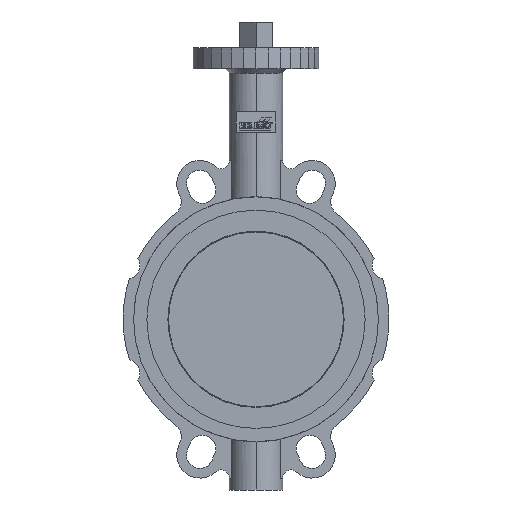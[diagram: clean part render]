
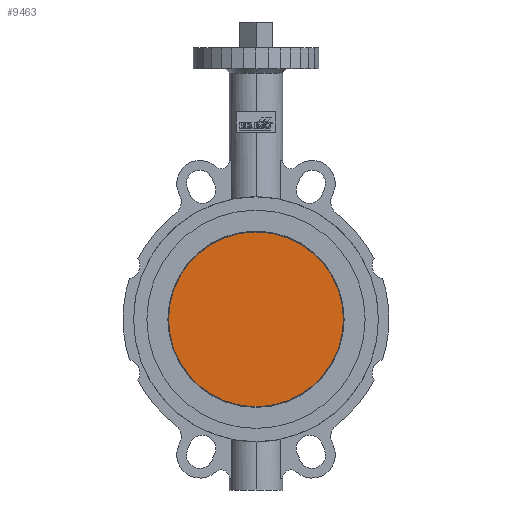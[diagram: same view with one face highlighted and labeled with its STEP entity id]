
A CAD part, left-side view. The second image highlights one B-rep face of the part: STEP entity #9463.
In plain terms, the highlighted planar face has unit normal (-1, 0, 0).
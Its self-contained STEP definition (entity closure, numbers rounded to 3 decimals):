
#4601=EDGE_CURVE('',#11691,#11621,#13212,.T.);
#4931=EDGE_CURVE('',#7217,#11691,#13562,.T.);
#5859=VERTEX_POINT('',#14572);
#6793=EDGE_CURVE('',#11621,#5859,#15585,.T.);
#7105=VERTEX_POINT('',#15926);
#7217=VERTEX_POINT('',#16047);
#8085=EDGE_CURVE('',#8799,#7217,#16996,.T.);
#8799=VERTEX_POINT('',#17782);
#9463=ADVANCED_FACE('',(#18506),#18507,.T.);
#9771=EDGE_CURVE('',#5859,#7105,#18850,.T.);
#10017=EDGE_CURVE('',#7105,#8799,#19124,.T.);
#11621=VERTEX_POINT('',#20880);
#11691=VERTEX_POINT('',#20959);
#13212=CIRCLE('',#22749,62.5);
#13562=(B_SPLINE_CURVE(2,(#23256,#23257,#23258),.UNSPECIFIED.,.F.,.F.)B_SPLINE_CURVE_WITH_KNOTS((3,3),(0.0,8.605),.UNSPECIFIED.)RATIONAL_B_SPLINE_CURVE((1.0,1.012,1.0))BOUNDED_CURVE()REPRESENTATION_ITEM('')GEOMETRIC_REPRESENTATION_ITEM()CURVE());
#14572=CARTESIAN_POINT('',(-27.3,0.,62.315));
#15585=(B_SPLINE_CURVE(2,(#26353,#26354,#26355),.UNSPECIFIED.,.F.,.F.)B_SPLINE_CURVE_WITH_KNOTS((3,3),(0.0,8.605),.UNSPECIFIED.)RATIONAL_B_SPLINE_CURVE((1.0,1.012,1.0))BOUNDED_CURVE()REPRESENTATION_ITEM('')GEOMETRIC_REPRESENTATION_ITEM()CURVE());
#15926=CARTESIAN_POINT('',(-27.3,3.202,62.418));
#16047=CARTESIAN_POINT('',(-27.3,0.,-62.315));
#16996=(B_SPLINE_CURVE(2,(#28403,#28404,#28405),.UNSPECIFIED.,.F.,.F.)B_SPLINE_CURVE_WITH_KNOTS((3,3),(0.0,8.605),.UNSPECIFIED.)RATIONAL_B_SPLINE_CURVE((1.0,1.012,1.0))BOUNDED_CURVE()REPRESENTATION_ITEM('')GEOMETRIC_REPRESENTATION_ITEM()CURVE());
#17782=CARTESIAN_POINT('',(-27.3,3.202,-62.418));
#18506=FACE_OUTER_BOUND('',#30743,.T.);
#18507=PLANE('',#30744);
#18850=(B_SPLINE_CURVE(2,(#31293,#31294,#31295),.UNSPECIFIED.,.F.,.F.)B_SPLINE_CURVE_WITH_KNOTS((3,3),(0.0,8.605),.UNSPECIFIED.)RATIONAL_B_SPLINE_CURVE((1.0,1.012,1.0))BOUNDED_CURVE()REPRESENTATION_ITEM('')GEOMETRIC_REPRESENTATION_ITEM()CURVE());
#19124=CIRCLE('',#31699,62.5);
#20880=CARTESIAN_POINT('',(-27.3,-3.202,62.418));
#20959=CARTESIAN_POINT('',(-27.3,-3.202,-62.418));
#22749=AXIS2_PLACEMENT_3D('',#36803,#36804,#36805);
#23256=CARTESIAN_POINT('',(-27.3,4.299,-62.5));
#23257=CARTESIAN_POINT('',(-27.3,0.0,-62.132));
#23258=CARTESIAN_POINT('',(-27.3,-4.299,-62.5));
#26353=CARTESIAN_POINT('',(-27.3,-4.299,62.5));
#26354=CARTESIAN_POINT('',(-27.3,0.0,62.132));
#26355=CARTESIAN_POINT('',(-27.3,4.299,62.5));
#28403=CARTESIAN_POINT('',(-27.3,4.299,-62.5));
#28404=CARTESIAN_POINT('',(-27.3,0.0,-62.132));
#28405=CARTESIAN_POINT('',(-27.3,-4.299,-62.5));
#30743=EDGE_LOOP('',(#42241,#42242,#42243,#42244,#42245,#42246));
#30744=AXIS2_PLACEMENT_3D('',#42247,#42248,#42249);
#31293=CARTESIAN_POINT('',(-27.3,-4.299,62.5));
#31294=CARTESIAN_POINT('',(-27.3,0.0,62.132));
#31295=CARTESIAN_POINT('',(-27.3,4.299,62.5));
#31699=AXIS2_PLACEMENT_3D('',#43063,#43064,#43065);
#36803=CARTESIAN_POINT('',(-27.3,0.0,0.0));
#36804=DIRECTION('',(-1.0,0.0,0.0));
#36805=DIRECTION('',(0.0,0.0,-1.0));
#42241=ORIENTED_EDGE('',*,*,#6793,.T.);
#42242=ORIENTED_EDGE('',*,*,#9771,.T.);
#42243=ORIENTED_EDGE('',*,*,#10017,.T.);
#42244=ORIENTED_EDGE('',*,*,#8085,.T.);
#42245=ORIENTED_EDGE('',*,*,#4931,.T.);
#42246=ORIENTED_EDGE('',*,*,#4601,.T.);
#42247=CARTESIAN_POINT('',(-27.3,0.0,0.0));
#42248=DIRECTION('',(-1.0,0.0,0.0));
#42249=DIRECTION('',(0.0,0.0,-1.0));
#43063=CARTESIAN_POINT('',(-27.3,0.0,0.0));
#43064=DIRECTION('',(-1.0,0.0,0.0));
#43065=DIRECTION('',(0.0,0.0,-1.0));
